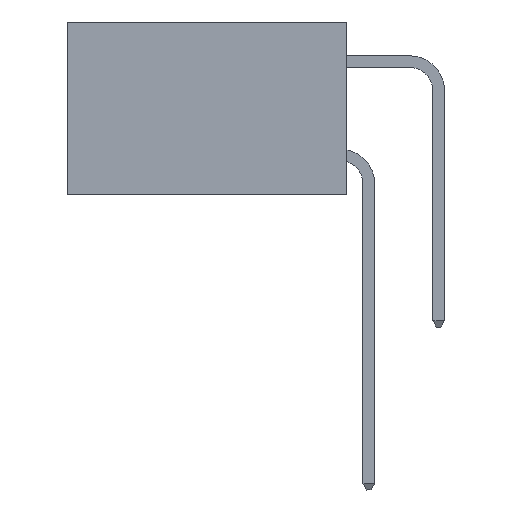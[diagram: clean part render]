
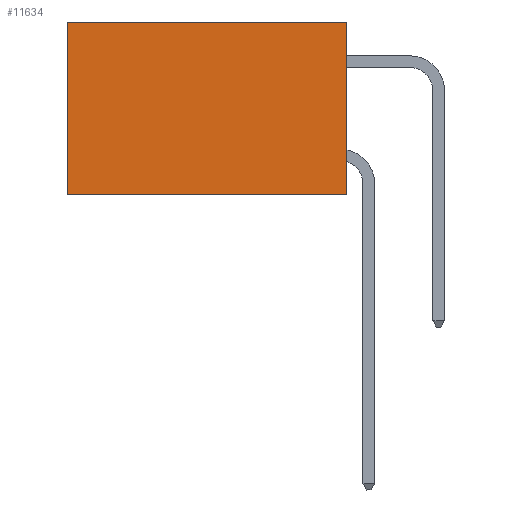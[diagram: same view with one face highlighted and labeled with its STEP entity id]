
A CAD part, left-side view. The second image highlights one B-rep face of the part: STEP entity #11634.
In plain terms, the highlighted planar face has unit normal (-1, 0, 0).
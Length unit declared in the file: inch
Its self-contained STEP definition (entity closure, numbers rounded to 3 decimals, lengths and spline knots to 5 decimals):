
#707 = DIRECTION ( 'NONE',  ( 0., 1., 0. ) ) ;
#1011 = EDGE_CURVE ( 'NONE', #17980, #13059, #4922, .T. ) ;
#1156 = ORIENTED_EDGE ( 'NONE', *, *, #7359, .F. ) ;
#3171 = CARTESIAN_POINT ( 'NONE',  ( 0.2875, 0., 0. ) ) ;
#3563 = CARTESIAN_POINT ( 'NONE',  ( 0.2875, 0., -0.37 ) ) ;
#4922 = LINE ( 'NONE', #5153, #12779 ) ;
#5153 = CARTESIAN_POINT ( 'NONE',  ( 0.2875, 0., 0. ) ) ;
#6177 = EDGE_CURVE ( 'NONE', #13059, #8722, #8067, .T. ) ;
#6360 = FACE_OUTER_BOUND ( 'NONE', #8435, .T. ) ;
#6545 = CARTESIAN_POINT ( 'NONE',  ( 0.2875, 0.6, 0. ) ) ;
#6549 = CARTESIAN_POINT ( 'NONE',  ( 0.2875, 0., 0. ) ) ;
#7229 = VERTEX_POINT ( 'NONE', #15513 ) ;
#7359 = EDGE_CURVE ( 'NONE', #7229, #8722, #9114, .T. ) ;
#8067 = LINE ( 'NONE', #6545, #9607 ) ;
#8346 = CARTESIAN_POINT ( 'NONE',  ( 0.2875, 0.6, -0.37 ) ) ;
#8435 = EDGE_LOOP ( 'NONE', ( #10842, #1156, #14910, #12542 ) ) ;
#8722 = VERTEX_POINT ( 'NONE', #8346 ) ;
#8856 = VECTOR ( 'NONE', #11590, 39.37008 ) ;
#9018 = PLANE ( 'NONE',  #9213 ) ;
#9114 = LINE ( 'NONE', #3563, #10437 ) ;
#9213 = AXIS2_PLACEMENT_3D ( 'NONE', #15805, #17265, #14448 ) ;
#9607 = VECTOR ( 'NONE', #12155, 39.37008 ) ;
#10437 = VECTOR ( 'NONE', #16058, 39.37008 ) ;
#10842 = ORIENTED_EDGE ( 'NONE', *, *, #6177, .T. ) ;
#11590 = DIRECTION ( 'NONE',  ( 0., 0., -1. ) ) ;
#11634 = ADVANCED_FACE ( 'NONE', ( #6360 ), #9018, .F. ) ;
#12155 = DIRECTION ( 'NONE',  ( 0., 0., -1. ) ) ;
#12542 = ORIENTED_EDGE ( 'NONE', *, *, #1011, .T. ) ;
#12554 = LINE ( 'NONE', #3171, #8856 ) ;
#12779 = VECTOR ( 'NONE', #707, 39.37008 ) ;
#13059 = VERTEX_POINT ( 'NONE', #13775 ) ;
#13775 = CARTESIAN_POINT ( 'NONE',  ( 0.2875, 0.6, 0. ) ) ;
#14448 = DIRECTION ( 'NONE',  ( 0., 0., -1. ) ) ;
#14910 = ORIENTED_EDGE ( 'NONE', *, *, #15901, .F. ) ;
#15513 = CARTESIAN_POINT ( 'NONE',  ( 0.2875, 0., -0.37 ) ) ;
#15805 = CARTESIAN_POINT ( 'NONE',  ( 0.2875, 0., 0. ) ) ;
#15901 = EDGE_CURVE ( 'NONE', #17980, #7229, #12554, .T. ) ;
#16058 = DIRECTION ( 'NONE',  ( 0., 1., 0. ) ) ;
#17265 = DIRECTION ( 'NONE',  ( 1., 0., 0. ) ) ;
#17980 = VERTEX_POINT ( 'NONE', #6549 ) ;
